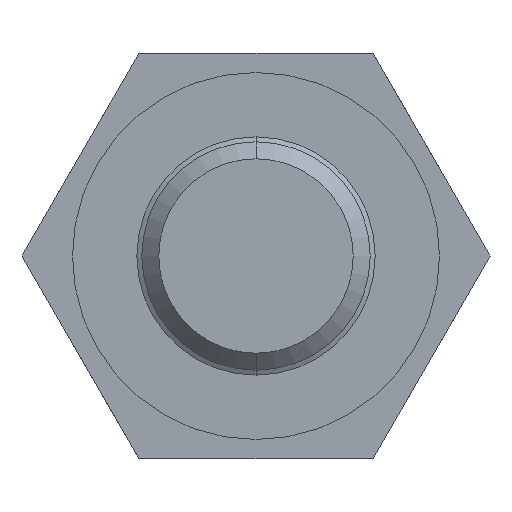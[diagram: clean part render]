
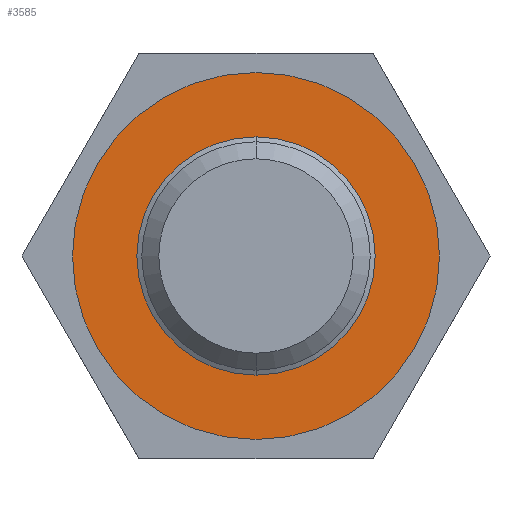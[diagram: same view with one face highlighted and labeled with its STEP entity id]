
A CAD part, front view. The second image highlights one B-rep face of the part: STEP entity #3585.
In plain terms, the highlighted face is planar.
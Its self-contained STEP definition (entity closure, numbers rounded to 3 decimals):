
#1127=CARTESIAN_POINT('',(0.0,0.0,-4.594));
#1128=VERTEX_POINT('',#1127);
#1135=CARTESIAN_POINT('',(0.0,0.,4.594));
#1136=VERTEX_POINT('',#1135);
#1137=CARTESIAN_POINT('',(0.0,0.0,0.0));
#1138=DIRECTION('',(1.0,0.0,0.0));
#1139=DIRECTION('',(0.0,0.0,-1.0));
#1140=AXIS2_PLACEMENT_3D('',#1137,#1138,#1139);
#1141=CIRCLE('',#1140,4.594);
#1142=EDGE_CURVE('',#1128,#1136,#1141,.T.);
#1161=CARTESIAN_POINT('',(0.0,0.0,-7.7));
#1162=VERTEX_POINT('',#1161);
#1178=CARTESIAN_POINT('',(0.0,0.,7.7));
#1179=VERTEX_POINT('',#1178);
#1186=CARTESIAN_POINT('',(0.0,0.0,0.0));
#1187=DIRECTION('',(1.0,0.0,0.0));
#1188=DIRECTION('',(0.0,0.0,-1.0));
#1189=AXIS2_PLACEMENT_3D('',#1186,#1187,#1188);
#1190=CIRCLE('',#1189,7.7);
#1191=EDGE_CURVE('',#1162,#1179,#1190,.T.);
#3554=CARTESIAN_POINT('',(0.0,0.0,0.0));
#3555=DIRECTION('',(1.0,0.0,0.0));
#3556=DIRECTION('',(0.0,0.0,-1.0));
#3557=AXIS2_PLACEMENT_3D('',#3554,#3555,#3556);
#3558=CIRCLE('',#3557,7.7);
#3559=EDGE_CURVE('',#1179,#1162,#3558,.T.);
#3566=CARTESIAN_POINT('',(0.0,0.0,-6.147));
#3567=DIRECTION('',(1.0,0.0,0.0));
#3568=DIRECTION('',(0.0,-1.0,0.0));
#3569=AXIS2_PLACEMENT_3D('',#3566,#3567,#3568);
#3570=PLANE('',#3569);
#3571=ORIENTED_EDGE('',*,*,#1191,.T.);
#3572=ORIENTED_EDGE('',*,*,#3559,.T.);
#3573=EDGE_LOOP('',(#3571,#3572));
#3574=FACE_OUTER_BOUND('',#3573,.T.);
#3575=ORIENTED_EDGE('',*,*,#1142,.F.);
#3576=CARTESIAN_POINT('',(0.0,0.0,0.0));
#3577=DIRECTION('',(1.0,0.0,0.0));
#3578=DIRECTION('',(0.0,0.0,-1.0));
#3579=AXIS2_PLACEMENT_3D('',#3576,#3577,#3578);
#3580=CIRCLE('',#3579,4.594);
#3581=EDGE_CURVE('',#1136,#1128,#3580,.T.);
#3582=ORIENTED_EDGE('',*,*,#3581,.F.);
#3583=EDGE_LOOP('',(#3575,#3582));
#3584=FACE_BOUND('',#3583,.T.);
#3585=ADVANCED_FACE('',(#3574,#3584),#3570,.T.);
